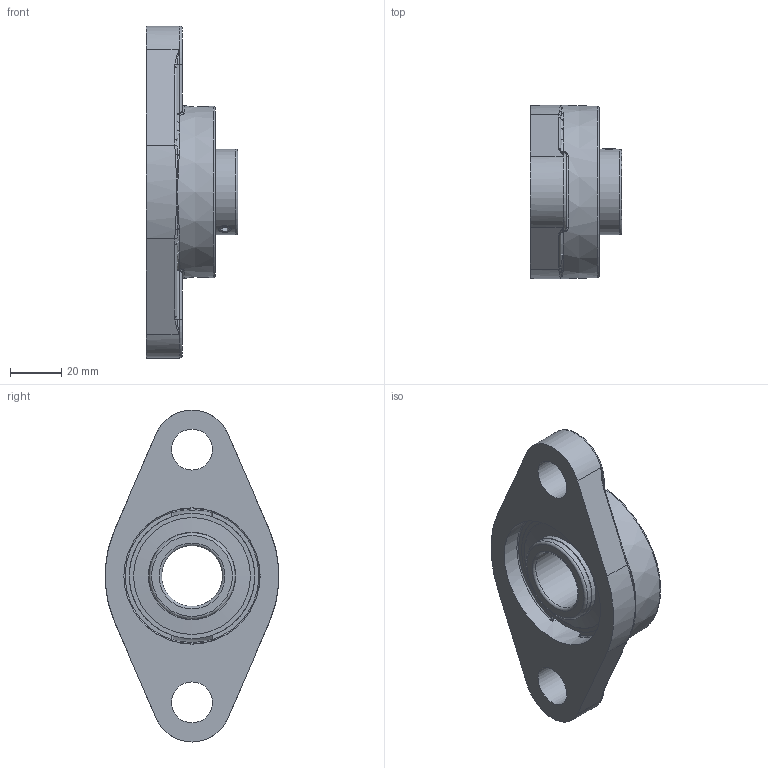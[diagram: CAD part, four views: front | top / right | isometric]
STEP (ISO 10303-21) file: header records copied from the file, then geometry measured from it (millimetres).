
FILE_DESCRIPTION(/* description */ ('Alibre Inc.'),/* implementation_level */ '2;1');
FILE_NAME(/* name */ 'export-FB0903A3-E0DB-4692-9221-101BF24C2AAB',/* time_stamp */ '2020-05-29T09:24:48-07:00',/* author */ (''),/* organization */ (''),/* preprocessor_version */ 'ST-DEVELOPER v17',/* originating_system */ 'Alibre',/* authorisation */ '');
FILE_SCHEMA (('CONFIG_CONTROL_DESIGN'));
Length unit declared in the file: inch
Bounding box: 35.8 x 68 x 130 mm (x, y, z)
Volume: 89583.2 mm3; surface area: 38974.3 mm2
Topology: 16 solids, 16 shells, 181 faces, 436 edges, 260 vertices
Faces by surface type: plane 51, cylinder 47, bspline 38, torus 21, sphere 16, cone 8
Full cylindrical faces by diameter (mm): 4.917 x4, 16 x2, 23.813 x1, 33.655 x2, 33.68 x2, 34.188 x2, 45.72 x4, 53.336 x1, 60.25 x1
Entity records: 9286 total; most frequent: CARTESIAN_POINT 5268, ORIENTED_EDGE 646, DIRECTION 599, EDGE_CURVE 323, AXIS2_PLACEMENT_3D 286, FACE_BOUND 225, VERTEX_POINT 220, EDGE_LOOP 216
